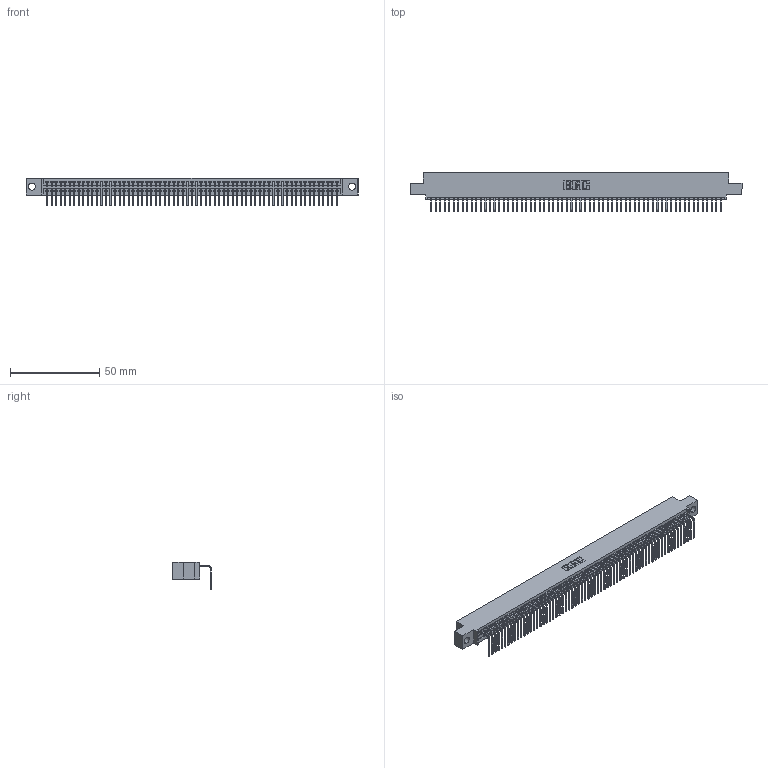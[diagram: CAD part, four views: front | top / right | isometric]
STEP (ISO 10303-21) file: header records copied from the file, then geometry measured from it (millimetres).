
FILE_DESCRIPTION (( 'STEP AP203' ), '1' );
FILE_NAME ('345-065-558-404.STEP', '2018-09-28T15:12:58', ( '' ), ( '' ), 'SwSTEP 2.0', 'SolidWorks 2016', '' );
FILE_SCHEMA (( 'CONFIG_CONTROL_DESIGN' ));
Length unit declared in the file: inch
Products named in the file (3): 345-065-558-404; 345 Part_0.110 Offset - 0.156 Dia-TH; 345-292-001_558 Tail - 2
Assembly tree (66 placements, depth 2):
  345-065-558-404
    345 Part_0.110 Offset - 0.156 Dia-TH
    345-292-001_558 Tail - 2  x65
Bounding box: 186.31 x 21.83 x 15.37 mm (x, y, z)
Volume: 17939.6 mm3; surface area: 25315.9 mm2
Topology: 66 solids, 66 shells, 4030 faces, 12183 edges, 8034 vertices
Faces by surface type: plane 2814, cylinder 1216
Entity records: 46043 total; most frequent: CARTESIAN_POINT 7983, ORIENTED_EDGE 7982, DIRECTION 6937, EDGE_CURVE 3991, LINE 3599, VECTOR 3599, VERTEX_POINT 2658, AXIS2_PLACEMENT_3D 1669
